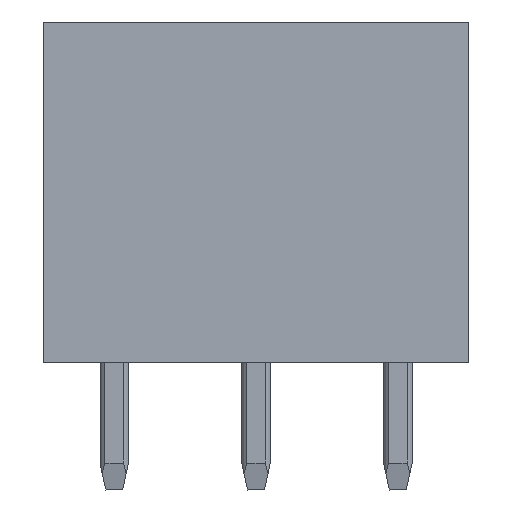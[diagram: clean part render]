
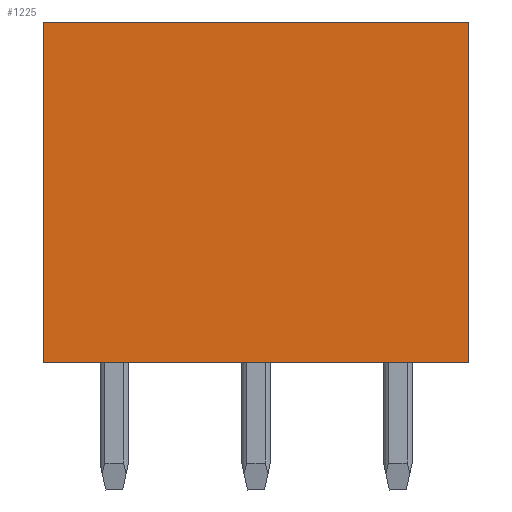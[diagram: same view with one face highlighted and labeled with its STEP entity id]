
A CAD part, front view. The second image highlights one B-rep face of the part: STEP entity #1225.
In plain terms, the highlighted planar face has unit normal (0, -1, 0).
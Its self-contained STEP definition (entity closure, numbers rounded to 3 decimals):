
#1212=AXIS2_PLACEMENT_3D('Plane Axis2P3D',#1209,#1210,#1211) ;
#365=CARTESIAN_POINT('Vertex',(15.,0.,4.5)) ;
#368=CARTESIAN_POINT('Line Origine',(7.5,0.,4.5)) ;
#372=CARTESIAN_POINT('Vertex',(0.,0.,4.5)) ;
#692=CARTESIAN_POINT('Vertex',(15.,0.,16.5)) ;
#695=CARTESIAN_POINT('Line Origine',(15.,0.,10.5)) ;
#751=CARTESIAN_POINT('Line Origine',(0.,0.,10.5)) ;
#755=CARTESIAN_POINT('Vertex',(0.,0.,16.5)) ;
#1209=CARTESIAN_POINT('Axis2P3D Location',(0.,0.,4.5)) ;
#1214=CARTESIAN_POINT('Line Origine',(7.5,0.,16.5)) ;
#369=DIRECTION('Vector Direction',(1.,0.,0.)) ;
#696=DIRECTION('Vector Direction',(0.,0.,1.)) ;
#752=DIRECTION('Vector Direction',(0.,0.,1.)) ;
#1210=DIRECTION('Axis2P3D Direction',(0.,1.,0.)) ;
#1211=DIRECTION('Axis2P3D XDirection',(0.,0.,1.)) ;
#1215=DIRECTION('Vector Direction',(1.,0.,0.)) ;
#370=VECTOR('Line Direction',#369,1.) ;
#697=VECTOR('Line Direction',#696,1.) ;
#753=VECTOR('Line Direction',#752,1.) ;
#1216=VECTOR('Line Direction',#1215,1.) ;
#1220=ORIENTED_EDGE('',*,*,#699,.T.) ;
#1221=ORIENTED_EDGE('',*,*,#1218,.F.) ;
#1222=ORIENTED_EDGE('',*,*,#757,.F.) ;
#1223=ORIENTED_EDGE('',*,*,#374,.T.) ;
#1225=ADVANCED_FACE('Housing',(#1224),#1213,.F.) ;
#374=EDGE_CURVE('',#373,#366,#371,.T.) ;
#699=EDGE_CURVE('',#366,#693,#698,.T.) ;
#757=EDGE_CURVE('',#373,#756,#754,.T.) ;
#1218=EDGE_CURVE('',#756,#693,#1217,.T.) ;
#1219=EDGE_LOOP('',(#1220,#1221,#1222,#1223)) ;
#1224=FACE_OUTER_BOUND('',#1219,.T.) ;
#371=LINE('Line',#368,#370) ;
#698=LINE('Line',#695,#697) ;
#754=LINE('Line',#751,#753) ;
#1217=LINE('Line',#1214,#1216) ;
#1213=PLANE('',#1212) ;
#366=VERTEX_POINT('',#365) ;
#373=VERTEX_POINT('',#372) ;
#693=VERTEX_POINT('',#692) ;
#756=VERTEX_POINT('',#755) ;
